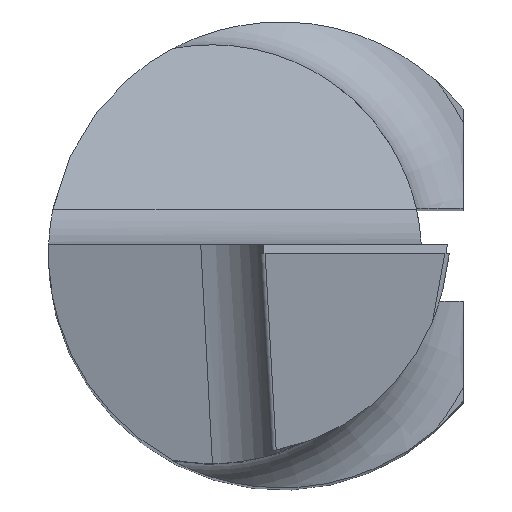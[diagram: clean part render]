
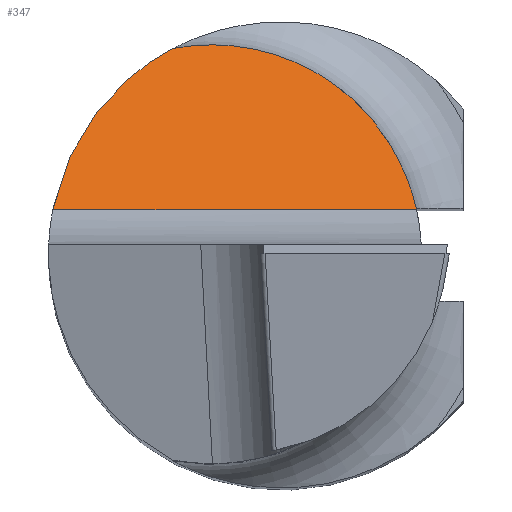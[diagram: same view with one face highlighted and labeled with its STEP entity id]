
A CAD part, top view. The second image highlights one B-rep face of the part: STEP entity #347.
In plain terms, the highlighted planar face has unit normal (0, 0.766, 0.643).
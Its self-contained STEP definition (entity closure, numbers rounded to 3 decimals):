
#19 = CARTESIAN_POINT ( 'NONE',  ( 1.449, 0.474, 19.616 ) ) ;
#35 = CARTESIAN_POINT ( 'NONE',  ( -2.455, 0.474, 19.616 ) ) ;
#39 = EDGE_CURVE ( 'NONE', #338, #1229, #547, .T. ) ;
#125 = VECTOR ( 'NONE', #1452, 1000. ) ;
#176 = CARTESIAN_POINT ( 'NONE',  ( -1.167, 2.211, 17.546 ) ) ;
#338 = VERTEX_POINT ( 'NONE', #35 ) ;
#343 = CARTESIAN_POINT ( 'NONE',  ( -1.167, 2.211, 17.546 ) ) ;
#347 = ADVANCED_FACE ( 'NONE', ( #946 ), #953, .F. ) ;
#350 = CARTESIAN_POINT ( 'NONE',  ( -1.167, 2.211, 17.546 ) ) ;
#368 = DIRECTION ( 'NONE',  ( 0., 0.643, -0.766 ) ) ;
#381 = ORIENTED_EDGE ( 'NONE', *, *, #459, .T. ) ;
#459 = EDGE_CURVE ( 'NONE', #338, #632, #860, .T. ) ;
#547 =( BOUNDED_CURVE ( )  B_SPLINE_CURVE ( 3, ( #1464, #1217, #856, #176 ),
 .UNSPECIFIED., .F., .F. ) 
 B_SPLINE_CURVE_WITH_KNOTS ( ( 4, 4 ),
 ( 4.903, 5.798 ),
 .UNSPECIFIED. ) 
 CURVE ( )  GEOMETRIC_REPRESENTATION_ITEM ( )  RATIONAL_B_SPLINE_CURVE ( ( 1., 0.934, 0.934, 1. ) ) 
 REPRESENTATION_ITEM ( '' )  );
#631 = CARTESIAN_POINT ( 'NONE',  ( -2.5, 0.474, 19.616 ) ) ;
#632 = VERTEX_POINT ( 'NONE', #19 ) ;
#690 = CARTESIAN_POINT ( 'NONE',  ( 1.177, 1.736, 18.112 ) ) ;
#747 =( BOUNDED_CURVE ( )  B_SPLINE_CURVE ( 3, ( #343, #1023, #690, #1140 ),
 .UNSPECIFIED., .F., .F. ) 
 B_SPLINE_CURVE_WITH_KNOTS ( ( 4, 4 ),
 ( 6.097, 7.642 ),
 .UNSPECIFIED. ) 
 CURVE ( )  GEOMETRIC_REPRESENTATION_ITEM ( )  RATIONAL_B_SPLINE_CURVE ( ( 1., 0.811, 0.811, 1. ) ) 
 REPRESENTATION_ITEM ( '' )  );
#753 = ORIENTED_EDGE ( 'NONE', *, *, #881, .F. ) ;
#764 = ORIENTED_EDGE ( 'NONE', *, *, #39, .F. ) ;
#810 = DIRECTION ( 'NONE',  ( 0., -0.766, -0.643 ) ) ;
#856 = CARTESIAN_POINT ( 'NONE',  ( -1.849, 1.851, 17.975 ) ) ;
#860 = LINE ( 'NONE', #631, #125 ) ;
#881 = EDGE_CURVE ( 'NONE', #1229, #632, #747, .T. ) ;
#946 = FACE_OUTER_BOUND ( 'NONE', #1322, .T. ) ;
#953 = PLANE ( 'NONE',  #1501 ) ;
#1023 = CARTESIAN_POINT ( 'NONE',  ( 0.102, 2.45, 17.261 ) ) ;
#1140 = CARTESIAN_POINT ( 'NONE',  ( 1.449, 0.474, 19.616 ) ) ;
#1217 = CARTESIAN_POINT ( 'NONE',  ( -2.308, 1.232, 18.714 ) ) ;
#1229 = VERTEX_POINT ( 'NONE', #350 ) ;
#1322 = EDGE_LOOP ( 'NONE', ( #381, #753, #764 ) ) ;
#1404 = CARTESIAN_POINT ( 'NONE',  ( -2.5, 0.474, 19.616 ) ) ;
#1452 = DIRECTION ( 'NONE',  ( 1., 0., 0. ) ) ;
#1464 = CARTESIAN_POINT ( 'NONE',  ( -2.455, 0.474, 19.616 ) ) ;
#1501 = AXIS2_PLACEMENT_3D ( 'NONE', #1404, #810, #368 ) ;
